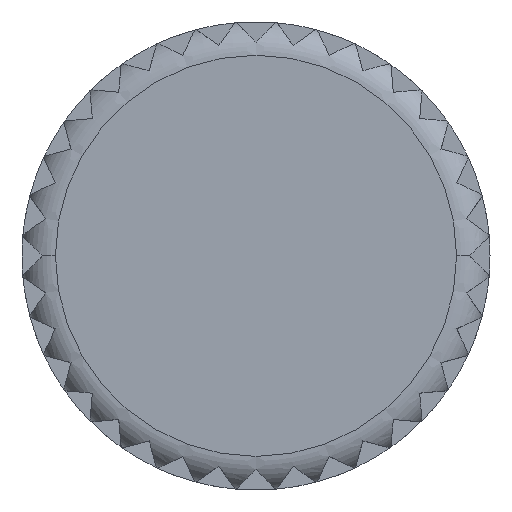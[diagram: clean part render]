
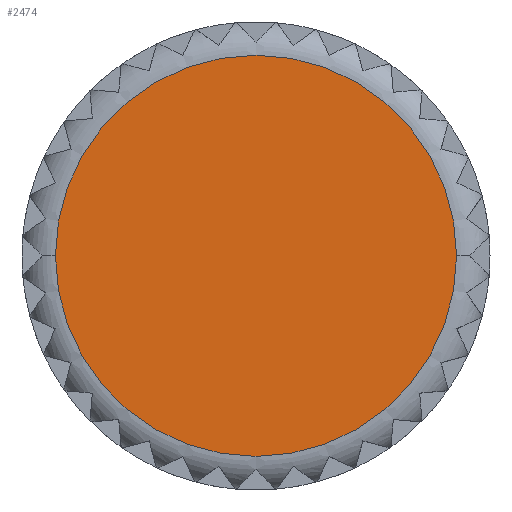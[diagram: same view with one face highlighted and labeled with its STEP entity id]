
A CAD part, top view. The second image highlights one B-rep face of the part: STEP entity #2474.
In plain terms, the highlighted planar face has unit normal (0, 0, 1).
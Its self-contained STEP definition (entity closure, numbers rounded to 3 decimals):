
#1218=VERTEX_POINT('',#2932);
#1364=EDGE_CURVE('',#1218,#1618,#3090,.T.);
#1618=VERTEX_POINT('',#3370);
#1884=EDGE_CURVE('',#1618,#1218,#3659,.T.);
#2474=ADVANCED_FACE('',(#4302),#4303,.T.);
#2932=CARTESIAN_POINT('',(-9.0,0.,18.0));
#3090=CIRCLE('',#5432,9.0);
#3370=CARTESIAN_POINT('',(9.0,0.,18.0));
#3659=CIRCLE('',#6517,9.0);
#4302=FACE_OUTER_BOUND('',#7822,.T.);
#4303=PLANE('',#7823);
#5432=AXIS2_PLACEMENT_3D('',#8472,#8473,#8474);
#6517=AXIS2_PLACEMENT_3D('',#9158,#9159,#9160);
#7822=EDGE_LOOP('',(#9794,#9795));
#7823=AXIS2_PLACEMENT_3D('',#9796,#9797,#9798);
#8472=CARTESIAN_POINT('',(0.0,0.,18.0));
#8473=DIRECTION('',(0.0,0.0,1.0));
#8474=DIRECTION('',(-1.0,0.,0.0));
#9158=CARTESIAN_POINT('',(0.0,0.,18.0));
#9159=DIRECTION('',(0.0,0.0,1.0));
#9160=DIRECTION('',(-1.0,0.,0.0));
#9794=ORIENTED_EDGE('',*,*,#1364,.T.);
#9795=ORIENTED_EDGE('',*,*,#1884,.T.);
#9796=CARTESIAN_POINT('',(-4.5,0.,18.0));
#9797=DIRECTION('',(0.0,0.0,1.0));
#9798=DIRECTION('',(-1.0,0.,0.0));
